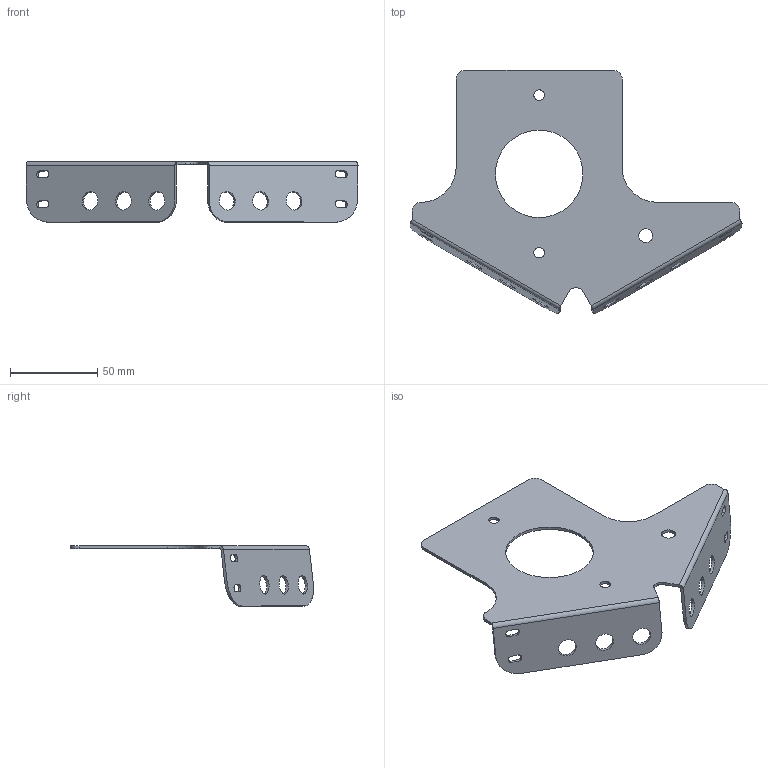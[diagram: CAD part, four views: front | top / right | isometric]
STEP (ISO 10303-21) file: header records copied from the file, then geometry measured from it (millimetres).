
FILE_DESCRIPTION (( 'STEP AP214' ), '1' );
FILE_NAME ('29 - front bracket(M900).STEP', '2016-11-26T22:41:21', ( '' ), ( '' ), 'SwSTEP 2.0', 'SolidWorks 2014', '' );
FILE_SCHEMA (( 'AUTOMOTIVE_DESIGN' ));
Length unit declared in the file: millimetre
Products named in the file (1): 29 - front bracket(M900)
Bounding box: 189.74 x 138.96 x 34.64 mm (x, y, z)
Volume: 29820.2 mm3; surface area: 38061.4 mm2
Topology: 1 solids, 1 shells, 91 faces, 251 edges, 162 vertices
Faces by surface type: cylinder 57, plane 30, bspline 4
Entity records: 3197 total; most frequent: CARTESIAN_POINT 721, DIRECTION 523, ORIENTED_EDGE 502, EDGE_CURVE 251, AXIS2_PLACEMENT_3D 194, VERTEX_POINT 162, LINE 135, VECTOR 135
